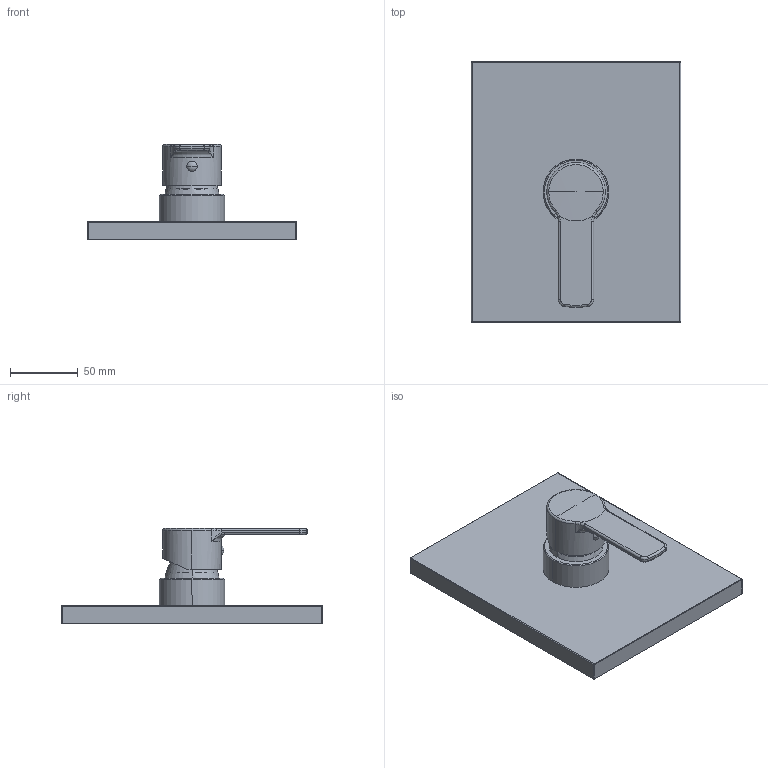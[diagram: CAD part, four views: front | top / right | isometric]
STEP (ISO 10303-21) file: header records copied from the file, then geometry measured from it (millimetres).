
FILE_DESCRIPTION((''),'2;1');
FILE_NAME('REDBOX010CR','2021-11-08T17:02:13',('ut3'),('PAFFONI SpA'),'CREO PARAMETRIC BY PTC INC, 2020044','CREO PARAMETRIC BY PTC INC, 2020044','');
FILE_SCHEMA(('CONFIG_CONTROL_DESIGN','SHAPE_APPEARANCE_LAYERS_GROUPS'));
Length unit declared in the file: millimetre
Products named in the file (1): REDBOX010CR
Bounding box: 154 x 192 x 70.33 mm (x, y, z)
Volume: 300615.5 mm3; surface area: 119954.4 mm2
Topology: 2 solids, 2 shells, 1139 faces, 3017 edges, 1886 vertices
Faces by surface type: plane 638, cylinder 297, torus 84, cone 44, bspline 40, sphere 36
Entity records: 47774 total; most frequent: CARTESIAN_POINT 11948, ORIENTED_EDGE 6010, DIRECTION 5584, EDGE_CURVE 3005, AXIS2_PLACEMENT_3D 1950, VERTEX_POINT 1886, VECTOR 1684, LINE 1684
